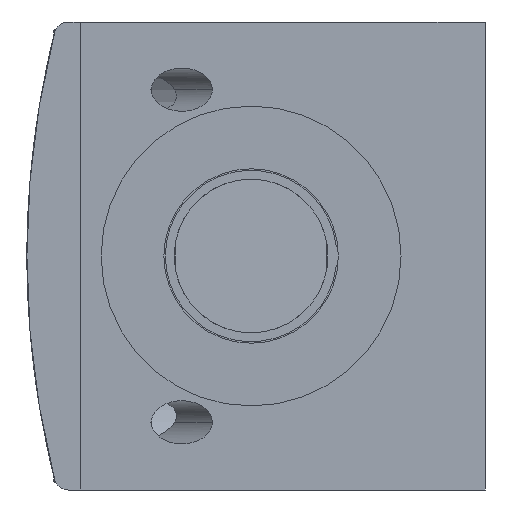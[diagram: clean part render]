
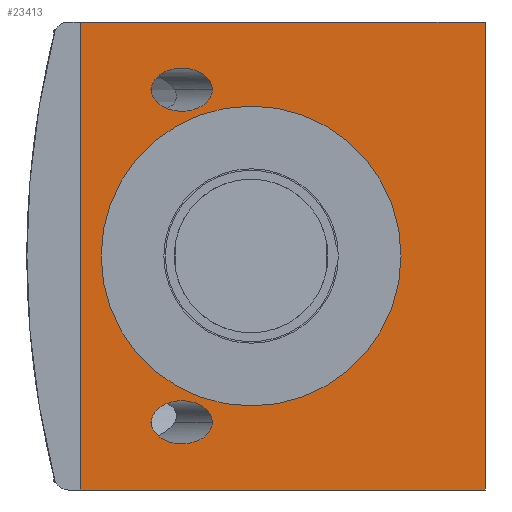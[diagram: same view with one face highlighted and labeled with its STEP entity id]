
A CAD part, front view. The second image highlights one B-rep face of the part: STEP entity #23413.
In plain terms, the highlighted planar face has unit normal (0, -1, 0).
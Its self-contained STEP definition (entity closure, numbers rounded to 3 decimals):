
#18538=DIRECTION('',(-1.,0.,0.));
#18539=VECTOR('',#18538,69.21);
#18540=CARTESIAN_POINT('',(1.121,-7.731,
48.411));
#18541=LINE('',#18540,#18539);
#18542=DIRECTION('',(0.,0.,1.));
#18543=VECTOR('',#18542,80.);
#18544=CARTESIAN_POINT('',(1.121,-7.731,
-31.589));
#18545=LINE('',#18544,#18543);
#18546=DIRECTION('',(1.,0.,0.));
#18547=VECTOR('',#18546,69.21);
#18548=CARTESIAN_POINT('',(-68.089,-7.731,
-31.589));
#18549=LINE('',#18548,#18547);
#18550=DIRECTION('',(0.,0.,-1.));
#18551=VECTOR('',#18550,80.);
#18552=CARTESIAN_POINT('',(-68.089,-7.731,
48.411));
#18553=LINE('',#18552,#18551);
#18554=CARTESIAN_POINT('',(-55.927,-7.731,
36.834));
#18555=CARTESIAN_POINT('',(-55.927,-7.731,
37.268));
#18556=CARTESIAN_POINT('',(-55.704,-7.731,
38.205));
#18557=CARTESIAN_POINT('',(-54.51,-7.731,
39.516));
#18558=CARTESIAN_POINT('',(-52.97,-7.731,
40.218));
#18559=CARTESIAN_POINT('',(-51.659,-7.731,
40.478));
#18560=CARTESIAN_POINT('',(-50.718,-7.731,
40.536));
#18561=CARTESIAN_POINT('',(-49.777,-7.731,
40.478));
#18562=CARTESIAN_POINT('',(-48.467,-7.731,
40.218));
#18563=CARTESIAN_POINT('',(-46.926,-7.731,
39.516));
#18564=CARTESIAN_POINT('',(-45.732,-7.731,
38.205));
#18565=CARTESIAN_POINT('',(-45.51,-7.731,
37.268));
#18566=CARTESIAN_POINT('',(-45.51,-7.731,
36.834));
#18568=CARTESIAN_POINT('',(-45.51,-7.731,
36.834));
#18569=CARTESIAN_POINT('',(-45.51,-7.731,
36.4));
#18570=CARTESIAN_POINT('',(-45.732,-7.731,
35.462));
#18571=CARTESIAN_POINT('',(-46.926,-7.731,
34.151));
#18572=CARTESIAN_POINT('',(-48.467,-7.731,
33.449));
#18573=CARTESIAN_POINT('',(-49.777,-7.731,
33.189));
#18574=CARTESIAN_POINT('',(-50.718,-7.731,
33.131));
#18575=CARTESIAN_POINT('',(-51.659,-7.731,
33.189));
#18576=CARTESIAN_POINT('',(-52.97,-7.731,
33.449));
#18577=CARTESIAN_POINT('',(-54.51,-7.731,
34.151));
#18578=CARTESIAN_POINT('',(-55.704,-7.731,
35.462));
#18579=CARTESIAN_POINT('',(-55.927,-7.731,
36.4));
#18580=CARTESIAN_POINT('',(-55.927,-7.731,
36.834));
#18582=CARTESIAN_POINT('',(-38.879,-7.731,
8.411));
#18583=DIRECTION('',(0.,1.,0.));
#18584=DIRECTION('',(1.,0.,0.));
#18585=AXIS2_PLACEMENT_3D('',#18582,#18583,#18584);
#18587=CARTESIAN_POINT('',(-38.879,-7.731,
8.411));
#18588=DIRECTION('',(0.,1.,0.));
#18589=DIRECTION('',(-1.,0.,0.));
#18590=AXIS2_PLACEMENT_3D('',#18587,#18588,#18589);
#18592=CARTESIAN_POINT('',(-55.927,-7.731,
-20.012));
#18593=CARTESIAN_POINT('',(-55.927,-7.731,
-19.578));
#18594=CARTESIAN_POINT('',(-55.704,-7.731,
-18.641));
#18595=CARTESIAN_POINT('',(-54.51,-7.731,
-17.33));
#18596=CARTESIAN_POINT('',(-52.97,-7.731,
-16.628));
#18597=CARTESIAN_POINT('',(-51.659,-7.731,
-16.368));
#18598=CARTESIAN_POINT('',(-50.718,-7.731,
-16.31));
#18599=CARTESIAN_POINT('',(-49.777,-7.731,
-16.368));
#18600=CARTESIAN_POINT('',(-48.467,-7.731,
-16.628));
#18601=CARTESIAN_POINT('',(-46.926,-7.731,
-17.33));
#18602=CARTESIAN_POINT('',(-45.732,-7.731,
-18.641));
#18603=CARTESIAN_POINT('',(-45.51,-7.731,
-19.578));
#18604=CARTESIAN_POINT('',(-45.51,-7.731,
-20.012));
#18606=CARTESIAN_POINT('',(-45.51,-7.731,
-20.012));
#18607=CARTESIAN_POINT('',(-45.51,-7.731,
-20.447));
#18608=CARTESIAN_POINT('',(-45.732,-7.731,
-21.384));
#18609=CARTESIAN_POINT('',(-46.926,-7.731,
-22.695));
#18610=CARTESIAN_POINT('',(-48.467,-7.731,
-23.397));
#18611=CARTESIAN_POINT('',(-49.777,-7.731,
-23.657));
#18612=CARTESIAN_POINT('',(-50.718,-7.731,
-23.715));
#18613=CARTESIAN_POINT('',(-51.659,-7.731,
-23.657));
#18614=CARTESIAN_POINT('',(-52.97,-7.731,
-23.397));
#18615=CARTESIAN_POINT('',(-54.51,-7.731,
-22.695));
#18616=CARTESIAN_POINT('',(-55.704,-7.731,
-21.384));
#18617=CARTESIAN_POINT('',(-55.927,-7.731,
-20.447));
#18618=CARTESIAN_POINT('',(-55.927,-7.731,
-20.012));
#21510=CARTESIAN_POINT('',(-68.089,-7.731,
48.411));
#21511=CARTESIAN_POINT('',(-68.089,-7.731,
-31.589));
#21512=VERTEX_POINT('',#21510);
#21513=VERTEX_POINT('',#21511);
#21590=CARTESIAN_POINT('',(-61.626,-7.731,
8.411));
#21591=VERTEX_POINT('',#21590);
#21649=VERTEX_POINT('',#18568);
#21650=VERTEX_POINT('',#18580);
#21669=CARTESIAN_POINT('',(-16.132,-7.731,
8.411));
#21670=VERTEX_POINT('',#21669);
#21813=VERTEX_POINT('',#18606);
#21814=VERTEX_POINT('',#18618);
#21877=CARTESIAN_POINT('',(1.121,-7.731,
-31.589));
#21878=VERTEX_POINT('',#21877);
#21903=CARTESIAN_POINT('',(1.121,-7.731,
48.411));
#21904=VERTEX_POINT('',#21903);
#23384=CARTESIAN_POINT('',(-38.879,-7.731,
8.411));
#23385=DIRECTION('',(0.,1.,0.));
#23386=DIRECTION('',(-1.,0.,0.));
#23387=AXIS2_PLACEMENT_3D('',#23384,#23385,#23386);
#23388=PLANE('',#23387);
#23389=ORIENTED_EDGE('',*,*,#22274,.F.);
#23390=ORIENTED_EDGE('',*,*,#22323,.F.);
#23391=ORIENTED_EDGE('',*,*,#22805,.F.);
#23392=ORIENTED_EDGE('',*,*,#22641,.F.);
#23393=EDGE_LOOP('',(#23389,#23390,#23391,#23392));
#23394=FACE_OUTER_BOUND('',#23393,.F.);
#23396=ORIENTED_EDGE('',*,*,#23395,.F.);
#23398=ORIENTED_EDGE('',*,*,#23397,.F.);
#23399=EDGE_LOOP('',(#23396,#23398));
#23400=FACE_BOUND('',#23399,.F.);
#23402=ORIENTED_EDGE('',*,*,#23401,.F.);
#23404=ORIENTED_EDGE('',*,*,#23403,.F.);
#23405=EDGE_LOOP('',(#23402,#23404));
#23406=FACE_BOUND('',#23405,.F.);
#23408=ORIENTED_EDGE('',*,*,#23407,.F.);
#23410=ORIENTED_EDGE('',*,*,#23409,.F.);
#23411=EDGE_LOOP('',(#23408,#23410));
#23412=FACE_BOUND('',#23411,.F.);
#23413=ADVANCED_FACE('',(#23394,#23400,#23406,#23412),#23388,.F.);
#18567=B_SPLINE_CURVE_WITH_KNOTS('',3,(#18554,#18555,#18556,#18557,#18558,
#18559,#18560,#18561,#18562,#18563,#18564,#18565,#18566),.UNSPECIFIED.,.F.,.F.,(
4,1,1,1,1,1,1,1,1,1,4),(0.,0.125,0.25,0.375,0.438,0.5,0.563,
0.625,0.75,0.875,1.),.UNSPECIFIED.);
#18581=B_SPLINE_CURVE_WITH_KNOTS('',3,(#18568,#18569,#18570,#18571,#18572,
#18573,#18574,#18575,#18576,#18577,#18578,#18579,#18580),.UNSPECIFIED.,.F.,.F.,(
4,1,1,1,1,1,1,1,1,1,4),(0.,0.125,0.25,0.375,0.438,0.5,0.563,
0.625,0.75,0.875,1.),.UNSPECIFIED.);
#18586=CIRCLE('',#18585,22.747);
#18591=CIRCLE('',#18590,22.747);
#18605=B_SPLINE_CURVE_WITH_KNOTS('',3,(#18592,#18593,#18594,#18595,#18596,
#18597,#18598,#18599,#18600,#18601,#18602,#18603,#18604),.UNSPECIFIED.,.F.,.F.,(
4,1,1,1,1,1,1,1,1,1,4),(0.,0.125,0.25,0.375,0.438,0.5,0.563,
0.625,0.75,0.875,1.),.UNSPECIFIED.);
#18619=B_SPLINE_CURVE_WITH_KNOTS('',3,(#18606,#18607,#18608,#18609,#18610,
#18611,#18612,#18613,#18614,#18615,#18616,#18617,#18618),.UNSPECIFIED.,.F.,.F.,(
4,1,1,1,1,1,1,1,1,1,4),(0.,0.125,0.25,0.375,0.438,0.5,0.563,
0.625,0.75,0.875,1.),.UNSPECIFIED.);
#22274=EDGE_CURVE('',#21904,#21512,#18541,.T.);
#22323=EDGE_CURVE('',#21878,#21904,#18545,.T.);
#22641=EDGE_CURVE('',#21512,#21513,#18553,.T.);
#22805=EDGE_CURVE('',#21513,#21878,#18549,.T.);
#23395=EDGE_CURVE('',#21650,#21649,#18567,.T.);
#23397=EDGE_CURVE('',#21649,#21650,#18581,.T.);
#23401=EDGE_CURVE('',#21670,#21591,#18586,.T.);
#23403=EDGE_CURVE('',#21591,#21670,#18591,.T.);
#23407=EDGE_CURVE('',#21814,#21813,#18605,.T.);
#23409=EDGE_CURVE('',#21813,#21814,#18619,.T.);
